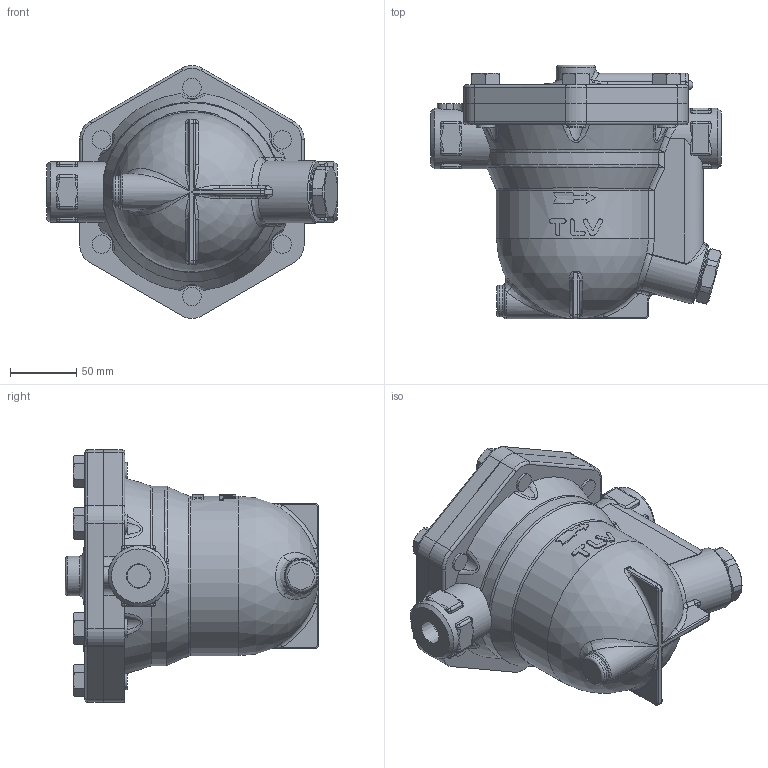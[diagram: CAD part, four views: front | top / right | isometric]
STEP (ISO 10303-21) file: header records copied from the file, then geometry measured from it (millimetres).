
FILE_DESCRIPTION((''),'2;1');
FILE_NAME('j6sx0-015-screw-00.stp','2013-10-01T10:19:18',('nakaot'),(''),'Autodesk Inventor 2012','Autodesk Inventor 2012','');
FILE_SCHEMA(('AUTOMOTIVE_DESIGN { 1 0 10303 214 1 1 1 1 }'));
Length unit declared in the file: millimetre
Products named in the file (1): j6sx0-015-screw-00
Bounding box: 220.07 x 192.1 x 191.35 mm (x, y, z)
Volume: 2712310.8 mm3; surface area: 177108 mm2
Topology: 1 solids, 2 shells, 576 faces, 1429 edges, 863 vertices
Faces by surface type: plane 204, cylinder 188, bspline 70, cone 47, torus 36, sphere 31
Full cylindrical faces by diameter (mm): 7 x1, 14 x12, 16 x6, 17.475 x2, 24 x1, 30 x1, 38 x1, 46 x2, 46.957 x1, 113 x1
Entity records: 20093 total; most frequent: CARTESIAN_POINT 7422, ORIENTED_EDGE 2656, DIRECTION 2548, EDGE_CURVE 1328, AXIS2_PLACEMENT_3D 1025, VERTEX_POINT 835, EDGE_LOOP 669, FACE_OUTER_BOUND 576
